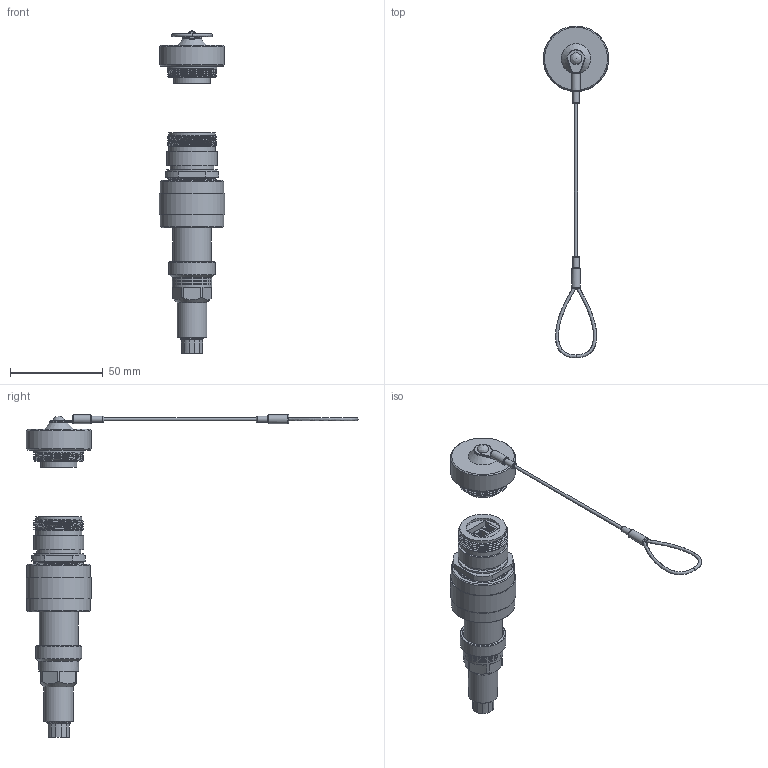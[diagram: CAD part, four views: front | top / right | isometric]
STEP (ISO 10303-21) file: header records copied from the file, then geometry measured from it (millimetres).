
FILE_DESCRIPTION (( 'STEP AP214' ), '1' );
FILE_NAME ('RLRM121LP.STEP', '2018-04-03T18:53:12', ( '' ), ( '' ), 'SwSTEP 2.0', 'SolidWorks 2017', '' );
FILE_SCHEMA (( 'AUTOMOTIVE_DESIGN' ));
Length unit declared in the file: inch
Products named in the file (14): RLRB121LP-MA5; RLRB121LP-MA4; RLRB121LP-MA3; RLRB121LP-MA2; RLRB121LP-MA1; RLRB121LP; RLRM121LP; RLRM121LP-MA5; RLRM121LP-MA3; RLRM121LP-MA1; ECRU4201U00; 3AB10-036-MA1; 3AB10-036; RLRB121LP-MA6
Assembly tree (13 placements, depth 3):
  RLRM121LP
    RLRB121LP
    RLRB121LP-MA1
    RLRB121LP-MA2
    RLRB121LP-MA3
    RLRB121LP-MA4
    RLRB121LP-MA5
    RLRB121LP-MA6
    ECRU4201U00
      3AB10-036
      3AB10-036-MA1
    RLRM121LP-MA5
      RLRM121LP-MA1
      RLRM121LP-MA3
Bounding box: 35.15 x 178.55 x 173.36 mm (x, y, z)
Volume: 52806.8 mm3; surface area: 39655.1 mm2
Topology: 13 solids, 13 shells, 413 faces, 957 edges, 614 vertices
Faces by surface type: plane 209, cylinder 110, cone 49, bspline 30, torus 15
Full cylindrical faces by diameter (mm): 1.524 x6, 1.702 x1, 2.032 x2, 2.489 x4, 2.743 x4, 3.302 x2, 3.428 x1, 3.429 x1, 3.556 x1, 4.699 x2, 8.992 x1, 9.144 x1, 10.414 x1, 10.49 x1, 11.532 x1, 13.081 x2, 13.716 x1, 14.732 x1, 15.037 x1, 15.088 x1, 15.24 x1, 15.748 x1, 15.875 x1, 16.205 x1, 16.383 x1, 17.78 x1, 18.034 x1, 19.177 x1, 19.304 x2, 19.558 x1
Entity records: 25877 total; most frequent: CARTESIAN_POINT 14268, DIRECTION 1774, ORIENTED_EDGE 1562, EDGE_CURVE 781, AXIS2_PLACEMENT_3D 709, EDGE_LOOP 608, VERTEX_POINT 569, FACE_OUTER_BOUND 493
